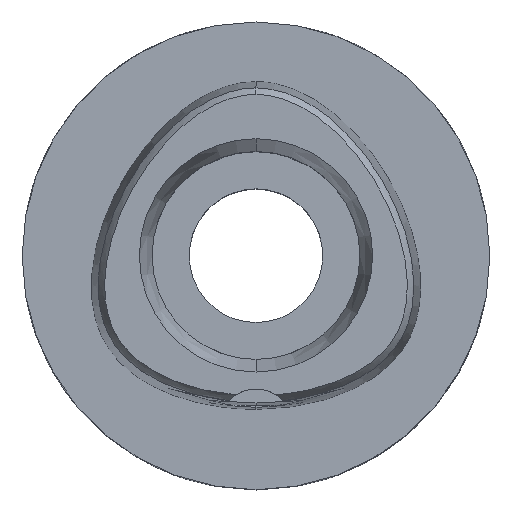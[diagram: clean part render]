
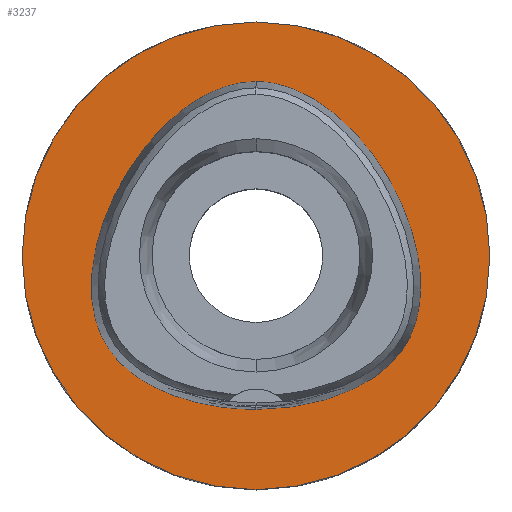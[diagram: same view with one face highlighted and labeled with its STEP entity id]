
A CAD part, top view. The second image highlights one B-rep face of the part: STEP entity #3237.
In plain terms, the highlighted planar face has unit normal (0, 0, 1).
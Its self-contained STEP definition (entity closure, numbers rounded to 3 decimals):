
#77 = CARTESIAN_POINT ( 'NONE',  ( 5.098, 22.526, 0. ) ) ;
#209 = CARTESIAN_POINT ( 'NONE',  ( 0., 0., 0. ) ) ;
#220 = CARTESIAN_POINT ( 'NONE',  ( 0., 31.5, 0. ) ) ;
#361 = CARTESIAN_POINT ( 'NONE',  ( 0., -20.675, 0. ) ) ;
#454 = CARTESIAN_POINT ( 'NONE',  ( 16.959, -15.678, 0. ) ) ;
#466 = CARTESIAN_POINT ( 'NONE',  ( -20.749, 4.657, 0. ) ) ;
#514 = CARTESIAN_POINT ( 'NONE',  ( 14.408, 15.641, 0. ) ) ;
#542 = CARTESIAN_POINT ( 'NONE',  ( 10.746, 19.174, 0. ) ) ;
#648 = VERTEX_POINT ( 'NONE', #220 ) ;
#679 = DIRECTION ( 'NONE',  ( 0., 1., 0. ) ) ;
#734 = CARTESIAN_POINT ( 'NONE',  ( 0., 0., 0. ) ) ;
#780 = VERTEX_POINT ( 'NONE', #1204 ) ;
#825 = FACE_BOUND ( 'NONE', #1275, .T. ) ;
#854 = EDGE_LOOP ( 'NONE', ( #1507, #3348 ) ) ;
#857 = AXIS2_PLACEMENT_3D ( 'NONE', #209, #2934, #679 ) ;
#859 = CARTESIAN_POINT ( 'NONE',  ( 20.749, 4.657, 0. ) ) ;
#873 = CARTESIAN_POINT ( 'NONE',  ( -20.35, -11.749, 0. ) ) ;
#887 = CARTESIAN_POINT ( 'NONE',  ( 14.673, -17.214, 0. ) ) ;
#937 = CARTESIAN_POINT ( 'NONE',  ( 0., -20.675, 0. ) ) ;
#973 = CARTESIAN_POINT ( 'NONE',  ( 22.245, -4.1, 0. ) ) ;
#1198 = FACE_OUTER_BOUND ( 'NONE', #854, .T. ) ;
#1204 = CARTESIAN_POINT ( 'NONE',  ( 0., -20.675, 0. ) ) ;
#1275 = EDGE_LOOP ( 'NONE', ( #5121, #2413 ) ) ;
#1299 = CARTESIAN_POINT ( 'NONE',  ( -0.855, 23.475, 0. ) ) ;
#1351 = CARTESIAN_POINT ( 'NONE',  ( -11.233, -18.893, 0. ) ) ;
#1394 = CARTESIAN_POINT ( 'NONE',  ( 6.341, -20.298, 0. ) ) ;
#1507 = ORIENTED_EDGE ( 'NONE', *, *, #1643, .F. ) ;
#1643 = EDGE_CURVE ( 'NONE', #648, #2311, #5079, .T. ) ;
#1696 = CARTESIAN_POINT ( 'NONE',  ( -2.114, -20.675, 0. ) ) ;
#1810 = CARTESIAN_POINT ( 'NONE',  ( 20.35, -11.749, 0. ) ) ;
#2045 = AXIS2_PLACEMENT_3D ( 'NONE', #4611, #3012, #2935 ) ;
#2163 = CARTESIAN_POINT ( 'NONE',  ( -2.565, 23.293, 0. ) ) ;
#2204 = CARTESIAN_POINT ( 'NONE',  ( 19.649, -12.825, 0. ) ) ;
#2281 = EDGE_CURVE ( 'NONE', #780, #5371, #2637, .T. ) ;
#2311 = VERTEX_POINT ( 'NONE', #3860 ) ;
#2413 = ORIENTED_EDGE ( 'NONE', *, *, #2281, .F. ) ;
#2473 = DIRECTION ( 'NONE',  ( 0., 0., -1. ) ) ;
#2534 = CARTESIAN_POINT ( 'NONE',  ( -20.932, -10.604, 0. ) ) ;
#2603 = CARTESIAN_POINT ( 'NONE',  ( 0.855, 23.475, 0. ) ) ;
#2616 = CARTESIAN_POINT ( 'NONE',  ( -16.959, -15.678, 0. ) ) ;
#2637 = B_SPLINE_CURVE_WITH_KNOTS ( 'NONE', 3,
 ( #937, #4817, #1394, #3111, #887, #454, #3080, #2204, #1810, #3910, #5237, #4707, #973, #5152, #859, #4360, #514, #542, #2693, #77, #4786, #2603, #4328 ),
 .UNSPECIFIED., .F., .F.,
 ( 4, 1, 1, 1, 1, 1, 1, 1, 1, 1, 1, 1, 1, 1, 1, 1, 1, 1, 1, 1, 4 ),
 ( 0., 0.083, 0.167, 0.208, 0.25, 0.292, 0.313, 0.333, 0.354, 0.375, 0.417, 0.458, 0.5, 0.583, 0.667, 0.75, 0.833, 0.875, 0.917, 0.958, 1. ),
 .UNSPECIFIED. ) ;
#2693 = CARTESIAN_POINT ( 'NONE',  ( 7.571, 21.315, 0. ) ) ;
#2934 = DIRECTION ( 'NONE',  ( 0., 0., -1. ) ) ;
#2935 = DIRECTION ( 'NONE',  ( 0., -1., 0. ) ) ;
#2960 = CARTESIAN_POINT ( 'NONE',  ( -6.341, -20.298, 0. ) ) ;
#3012 = DIRECTION ( 'NONE',  ( 0., 0., -1. ) ) ;
#3016 = B_SPLINE_CURVE_WITH_KNOTS ( 'NONE', 3,
 ( #5530, #1299, #2163, #4773, #5502, #4266, #4694, #3440, #466, #4749, #4674, #3894, #4321, #2534, #873, #4721, #4215, #2616, #5140, #1351, #2960, #1696, #361 ),
 .UNSPECIFIED., .F., .F.,
 ( 4, 1, 1, 1, 1, 1, 1, 1, 1, 1, 1, 1, 1, 1, 1, 1, 1, 1, 1, 1, 4 ),
 ( 0., 0.042, 0.083, 0.125, 0.167, 0.25, 0.333, 0.417, 0.5, 0.542, 0.583, 0.625, 0.646, 0.667, 0.688, 0.708, 0.75, 0.792, 0.833, 0.917, 1. ),
 .UNSPECIFIED. ) ;
#3080 = CARTESIAN_POINT ( 'NONE',  ( 18.568, -14.169, 0. ) ) ;
#3111 = CARTESIAN_POINT ( 'NONE',  ( 11.233, -18.893, 0. ) ) ;
#3237 = ADVANCED_FACE ( 'NONE', ( #1198, #825 ), #5142, .F. ) ;
#3329 = DIRECTION ( 'NONE',  ( 0., -1., 0. ) ) ;
#3348 = ORIENTED_EDGE ( 'NONE', *, *, #5356, .F. ) ;
#3440 = CARTESIAN_POINT ( 'NONE',  ( -18.068, 10.432, 0. ) ) ;
#3860 = CARTESIAN_POINT ( 'NONE',  ( 0., -31.5, 0. ) ) ;
#3894 = CARTESIAN_POINT ( 'NONE',  ( -22.057, -6.848, 0. ) ) ;
#3910 = CARTESIAN_POINT ( 'NONE',  ( 20.932, -10.604, 0. ) ) ;
#4205 = CIRCLE ( 'NONE', #4744, 31.5 ) ;
#4215 = CARTESIAN_POINT ( 'NONE',  ( -18.568, -14.169, 0. ) ) ;
#4266 = CARTESIAN_POINT ( 'NONE',  ( -10.746, 19.174, 0. ) ) ;
#4321 = CARTESIAN_POINT ( 'NONE',  ( -21.555, -8.996, 0. ) ) ;
#4328 = CARTESIAN_POINT ( 'NONE',  ( 0., 23.475, 0. ) ) ;
#4360 = CARTESIAN_POINT ( 'NONE',  ( 18.068, 10.432, 0. ) ) ;
#4611 = CARTESIAN_POINT ( 'NONE',  ( 0., 0., 0. ) ) ;
#4674 = CARTESIAN_POINT ( 'NONE',  ( -22.245, -4.1, 0. ) ) ;
#4694 = CARTESIAN_POINT ( 'NONE',  ( -14.408, 15.641, 0. ) ) ;
#4707 = CARTESIAN_POINT ( 'NONE',  ( 22.057, -6.848, 0. ) ) ;
#4721 = CARTESIAN_POINT ( 'NONE',  ( -19.649, -12.825, 0. ) ) ;
#4744 = AXIS2_PLACEMENT_3D ( 'NONE', #734, #2473, #3329 ) ;
#4749 = CARTESIAN_POINT ( 'NONE',  ( -21.978, -0.281, 0. ) ) ;
#4773 = CARTESIAN_POINT ( 'NONE',  ( -5.098, 22.526, 0. ) ) ;
#4786 = CARTESIAN_POINT ( 'NONE',  ( 2.565, 23.293, 0. ) ) ;
#4817 = CARTESIAN_POINT ( 'NONE',  ( 2.114, -20.675, 0. ) ) ;
#4923 = EDGE_CURVE ( 'NONE', #5371, #780, #3016, .T. ) ;
#5079 = CIRCLE ( 'NONE', #857, 31.5 ) ;
#5121 = ORIENTED_EDGE ( 'NONE', *, *, #4923, .F. ) ;
#5140 = CARTESIAN_POINT ( 'NONE',  ( -14.673, -17.214, 0. ) ) ;
#5142 = PLANE ( 'NONE',  #2045 ) ;
#5152 = CARTESIAN_POINT ( 'NONE',  ( 21.978, -0.281, 0. ) ) ;
#5237 = CARTESIAN_POINT ( 'NONE',  ( 21.555, -8.996, 0. ) ) ;
#5356 = EDGE_CURVE ( 'NONE', #2311, #648, #4205, .T. ) ;
#5371 = VERTEX_POINT ( 'NONE', #5475 ) ;
#5475 = CARTESIAN_POINT ( 'NONE',  ( 0., 23.475, 0. ) ) ;
#5502 = CARTESIAN_POINT ( 'NONE',  ( -7.571, 21.315, 0. ) ) ;
#5530 = CARTESIAN_POINT ( 'NONE',  ( 0., 23.475, 0. ) ) ;
